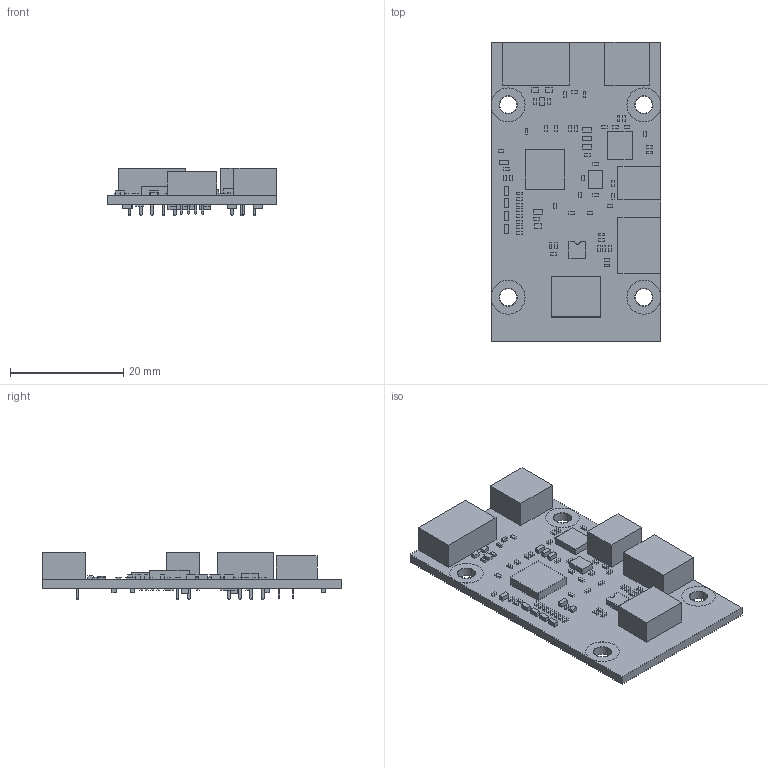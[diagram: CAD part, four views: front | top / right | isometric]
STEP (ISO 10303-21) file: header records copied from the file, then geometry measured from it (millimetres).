
FILE_DESCRIPTION(/* description */ (''),/* implementation_level */ '2;1');
FILE_NAME(/* name */ 'TSC-52_U.stp',/* time_stamp */ '2022-07-20T17:06:39+09:00',/* author */ (''),/* organization */ (''),/* preprocessor_version */ 'ST-DEVELOPER v18.1',/* originating_system */ 'Autodesk Inventor 2020',/* authorisation */ '');
FILE_SCHEMA (('AUTOMOTIVE_DESIGN { 1 0 10303 214 3 1 1 }'));
Length unit declared in the file: millimetre
Products named in the file (1): TSC-52_U
Bounding box: 30 x 53 x 8.4 mm (x, y, z)
Volume: 4228.6 mm3; surface area: 4531.1 mm2
Topology: 1 solids, 1 shells, 678 faces, 1630 edges, 1076 vertices
Faces by surface type: plane 665, cylinder 13
Full cylindrical faces by diameter (mm): 3 x4, 3.2 x4, 6 x4
Entity records: 19339 total; most frequent: CARTESIAN_POINT 3385, ORIENTED_EDGE 3260, DIRECTION 3038, EDGE_CURVE 1630, LINE 1580, VECTOR 1580, VERTEX_POINT 1076, EDGE_LOOP 808
